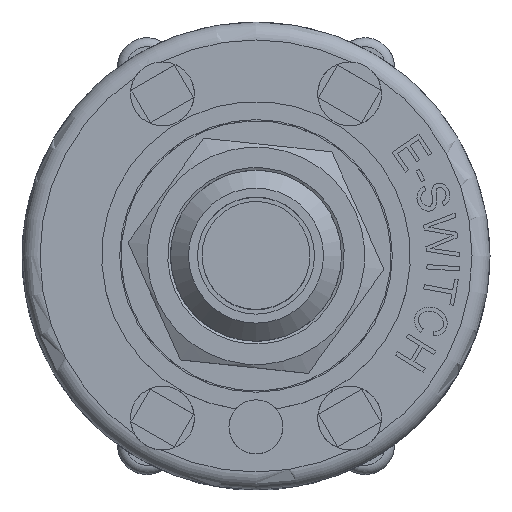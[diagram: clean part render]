
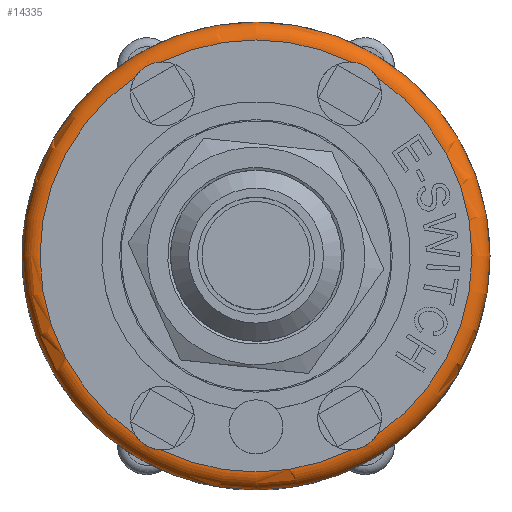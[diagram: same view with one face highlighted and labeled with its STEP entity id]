
A CAD part, top view. The second image highlights one B-rep face of the part: STEP entity #14335.
In plain terms, the highlighted toroidal (fillet/blend) face has major radius 12 mm and minor radius 1 mm.
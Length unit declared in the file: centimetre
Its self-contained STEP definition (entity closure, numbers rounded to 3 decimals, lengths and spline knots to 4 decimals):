
#43=TOROIDAL_SURFACE('',#15012,1.2,0.1);
#742=B_SPLINE_CURVE_WITH_KNOTS('',3,(#23769,#23770,#23771,#23772,#23773,
#23774,#23775,#23776,#23777,#23778,#23779,#23780),.UNSPECIFIED.,.F.,.F.,
(4,2,2,2,2,4),(-0.2692,-0.2446,-0.216,
-0.1921,-0.1645,-0.1357),.UNSPECIFIED.);
#743=B_SPLINE_CURVE_WITH_KNOTS('',3,(#23791,#23792,#23793,#23794,#23795,
#23796,#23797,#23798,#23799,#23800,#23801,#23802),.UNSPECIFIED.,.F.,.F.,
(4,2,2,2,2,4),(-0.2692,-0.2446,-0.216,
-0.1921,-0.1645,-0.1357),.UNSPECIFIED.);
#744=B_SPLINE_CURVE_WITH_KNOTS('',3,(#23813,#23814,#23815,#23816,#23817,
#23818,#23819,#23820,#23821,#23822,#23823,#23824),.UNSPECIFIED.,.F.,.F.,
(4,2,2,2,2,4),(-0.2692,-0.2446,-0.216,
-0.1921,-0.1645,-0.1357),.UNSPECIFIED.);
#745=B_SPLINE_CURVE_WITH_KNOTS('',3,(#23835,#23836,#23837,#23838,#23839,
#23840,#23841,#23842,#23843,#23844,#23845,#23846),.UNSPECIFIED.,.F.,.F.,
(4,2,2,2,2,4),(-0.2692,-0.2446,-0.216,
-0.1921,-0.1645,-0.1357),.UNSPECIFIED.);
#1243=FACE_OUTER_BOUND('',#2082,.T.);
#2082=EDGE_LOOP('',(#11813,#11814,#11815,#11816,#11817,#11818,#11819,#11820,
#11821,#11822,#11823,#11824));
#2438=CIRCLE('',#14950,1.3);
#2454=CIRCLE('',#15013,0.1);
#2455=CIRCLE('',#15014,1.2);
#2456=CIRCLE('',#15015,1.2);
#2457=CIRCLE('',#15016,1.2);
#2458=CIRCLE('',#15017,1.2);
#2459=CIRCLE('',#15018,1.2);
#6544=VERTEX_POINT('',#23479);
#6649=VERTEX_POINT('',#23767);
#6650=VERTEX_POINT('',#23768);
#6653=VERTEX_POINT('',#23789);
#6654=VERTEX_POINT('',#23790);
#6657=VERTEX_POINT('',#23811);
#6658=VERTEX_POINT('',#23812);
#6661=VERTEX_POINT('',#23833);
#6662=VERTEX_POINT('',#23834);
#6665=VERTEX_POINT('',#23855);
#8342=EDGE_CURVE('',#6544,#6544,#2438,.T.);
#8486=EDGE_CURVE('',#6649,#6650,#742,.T.);
#8491=EDGE_CURVE('',#6653,#6654,#743,.T.);
#8496=EDGE_CURVE('',#6657,#6658,#744,.T.);
#8501=EDGE_CURVE('',#6661,#6662,#745,.T.);
#8506=EDGE_CURVE('',#6544,#6665,#2454,.T.);
#8507=EDGE_CURVE('',#6665,#6657,#2455,.T.);
#8508=EDGE_CURVE('',#6658,#6653,#2456,.T.);
#8509=EDGE_CURVE('',#6654,#6649,#2457,.T.);
#8510=EDGE_CURVE('',#6650,#6661,#2458,.T.);
#8511=EDGE_CURVE('',#6662,#6665,#2459,.T.);
#11813=ORIENTED_EDGE('',*,*,#8342,.T.);
#11814=ORIENTED_EDGE('',*,*,#8506,.T.);
#11815=ORIENTED_EDGE('',*,*,#8507,.T.);
#11816=ORIENTED_EDGE('',*,*,#8496,.T.);
#11817=ORIENTED_EDGE('',*,*,#8508,.T.);
#11818=ORIENTED_EDGE('',*,*,#8491,.T.);
#11819=ORIENTED_EDGE('',*,*,#8509,.T.);
#11820=ORIENTED_EDGE('',*,*,#8486,.T.);
#11821=ORIENTED_EDGE('',*,*,#8510,.T.);
#11822=ORIENTED_EDGE('',*,*,#8501,.T.);
#11823=ORIENTED_EDGE('',*,*,#8511,.T.);
#11824=ORIENTED_EDGE('',*,*,#8506,.F.);
#14335=ADVANCED_FACE('',(#1243),#43,.T.);
#14950=AXIS2_PLACEMENT_3D('',#23480,#17012,#17013);
#15012=AXIS2_PLACEMENT_3D('',#23854,#17280,#17281);
#15013=AXIS2_PLACEMENT_3D('',#23856,#17282,#17283);
#15014=AXIS2_PLACEMENT_3D('',#23857,#17284,#17285);
#15015=AXIS2_PLACEMENT_3D('',#23858,#17286,#17287);
#15016=AXIS2_PLACEMENT_3D('',#23859,#17288,#17289);
#15017=AXIS2_PLACEMENT_3D('',#23860,#17290,#17291);
#15018=AXIS2_PLACEMENT_3D('',#23861,#17292,#17293);
#17012=DIRECTION('center_axis',(0.,0.,1.));
#17013=DIRECTION('ref_axis',(-1.,0.,0.));
#17280=DIRECTION('center_axis',(0.,0.,-1.));
#17281=DIRECTION('ref_axis',(-1.,0.,0.));
#17282=DIRECTION('center_axis',(0.,-1.,0.));
#17283=DIRECTION('ref_axis',(1.,0.,0.));
#17284=DIRECTION('center_axis',(0.,0.,-1.));
#17285=DIRECTION('ref_axis',(-1.,0.,0.));
#17286=DIRECTION('center_axis',(0.,0.,-1.));
#17287=DIRECTION('ref_axis',(-1.,0.,0.));
#17288=DIRECTION('center_axis',(0.,0.,-1.));
#17289=DIRECTION('ref_axis',(-1.,0.,0.));
#17290=DIRECTION('center_axis',(0.,0.,-1.));
#17291=DIRECTION('ref_axis',(-1.,0.,0.));
#17292=DIRECTION('center_axis',(0.,0.,-1.));
#17293=DIRECTION('ref_axis',(-1.,0.,0.));
#23479=CARTESIAN_POINT('',(1.3,0.,0.92));
#23480=CARTESIAN_POINT('Origin',(0.,0.,0.92));
#23767=CARTESIAN_POINT('',(-0.67,0.9955,1.02));
#23768=CARTESIAN_POINT('',(-0.5271,1.078,1.02));
#23769=CARTESIAN_POINT('Ctrl Pts',(-0.67,0.9955,
1.02));
#23770=CARTESIAN_POINT('Ctrl Pts',(-0.6646,1.0041,
1.02));
#23771=CARTESIAN_POINT('Ctrl Pts',(-0.6583,1.0124,
1.0198));
#23772=CARTESIAN_POINT('Ctrl Pts',(-0.6428,1.0294,
1.0191));
#23773=CARTESIAN_POINT('Ctrl Pts',(-0.6335,1.0377,
1.0188));
#23774=CARTESIAN_POINT('Ctrl Pts',(-0.615,1.051,1.0184));
#23775=CARTESIAN_POINT('Ctrl Pts',(-0.6061,1.0563,
1.0184));
#23776=CARTESIAN_POINT('Ctrl Pts',(-0.5859,1.0659,1.0187));
#23777=CARTESIAN_POINT('Ctrl Pts',(-0.5747,1.07,1.019));
#23778=CARTESIAN_POINT('Ctrl Pts',(-0.551,1.0759,1.0197));
#23779=CARTESIAN_POINT('Ctrl Pts',(-0.539,1.0775,
1.02));
#23780=CARTESIAN_POINT('Ctrl Pts',(-0.5271,1.078,
1.02));
#23789=CARTESIAN_POINT('',(-0.5271,-1.078,1.02));
#23790=CARTESIAN_POINT('',(-0.67,-0.9955,1.02));
#23791=CARTESIAN_POINT('Ctrl Pts',(-0.5271,-1.078,
1.02));
#23792=CARTESIAN_POINT('Ctrl Pts',(-0.5373,-1.0776,
1.02));
#23793=CARTESIAN_POINT('Ctrl Pts',(-0.5476,-1.0763,
1.0198));
#23794=CARTESIAN_POINT('Ctrl Pts',(-0.5701,-1.0714,1.0191));
#23795=CARTESIAN_POINT('Ctrl Pts',(-0.5819,-1.0675,
1.0188));
#23796=CARTESIAN_POINT('Ctrl Pts',(-0.6027,-1.0581,
1.0184));
#23797=CARTESIAN_POINT('Ctrl Pts',(-0.6117,-1.053,
1.0184));
#23798=CARTESIAN_POINT('Ctrl Pts',(-0.6301,-1.0404,
1.0187));
#23799=CARTESIAN_POINT('Ctrl Pts',(-0.6393,-1.0327,
1.019));
#23800=CARTESIAN_POINT('Ctrl Pts',(-0.6562,-1.0151,
1.0197));
#23801=CARTESIAN_POINT('Ctrl Pts',(-0.6637,-1.0055,
1.02));
#23802=CARTESIAN_POINT('Ctrl Pts',(-0.67,-0.9955,
1.02));
#23811=CARTESIAN_POINT('',(0.67,-0.9955,1.02));
#23812=CARTESIAN_POINT('',(0.5271,-1.078,1.02));
#23813=CARTESIAN_POINT('Ctrl Pts',(0.67,-0.9955,
1.02));
#23814=CARTESIAN_POINT('Ctrl Pts',(0.6646,-1.0041,
1.02));
#23815=CARTESIAN_POINT('Ctrl Pts',(0.6583,-1.0124,
1.0198));
#23816=CARTESIAN_POINT('Ctrl Pts',(0.6428,-1.0294,
1.0191));
#23817=CARTESIAN_POINT('Ctrl Pts',(0.6335,-1.0377,
1.0188));
#23818=CARTESIAN_POINT('Ctrl Pts',(0.615,-1.051,
1.0184));
#23819=CARTESIAN_POINT('Ctrl Pts',(0.6061,-1.0563,
1.0184));
#23820=CARTESIAN_POINT('Ctrl Pts',(0.5859,-1.0659,1.0187));
#23821=CARTESIAN_POINT('Ctrl Pts',(0.5747,-1.07,1.019));
#23822=CARTESIAN_POINT('Ctrl Pts',(0.551,-1.0759,
1.0197));
#23823=CARTESIAN_POINT('Ctrl Pts',(0.539,-1.0775,
1.02));
#23824=CARTESIAN_POINT('Ctrl Pts',(0.5271,-1.078,
1.02));
#23833=CARTESIAN_POINT('',(0.5271,1.078,1.02));
#23834=CARTESIAN_POINT('',(0.67,0.9955,1.02));
#23835=CARTESIAN_POINT('Ctrl Pts',(0.5271,1.078,1.02));
#23836=CARTESIAN_POINT('Ctrl Pts',(0.5373,1.0776,1.02));
#23837=CARTESIAN_POINT('Ctrl Pts',(0.5476,1.0763,1.0198));
#23838=CARTESIAN_POINT('Ctrl Pts',(0.5701,1.0714,1.0191));
#23839=CARTESIAN_POINT('Ctrl Pts',(0.5819,1.0675,1.0188));
#23840=CARTESIAN_POINT('Ctrl Pts',(0.6027,1.0581,1.0184));
#23841=CARTESIAN_POINT('Ctrl Pts',(0.6117,1.053,1.0184));
#23842=CARTESIAN_POINT('Ctrl Pts',(0.6301,1.0404,1.0187));
#23843=CARTESIAN_POINT('Ctrl Pts',(0.6393,1.0327,1.019));
#23844=CARTESIAN_POINT('Ctrl Pts',(0.6562,1.0151,1.0197));
#23845=CARTESIAN_POINT('Ctrl Pts',(0.6637,1.0055,1.02));
#23846=CARTESIAN_POINT('Ctrl Pts',(0.67,0.9955,
1.02));
#23854=CARTESIAN_POINT('Origin',(0.,0.,0.92));
#23855=CARTESIAN_POINT('',(1.2,0.,1.02));
#23856=CARTESIAN_POINT('Origin',(1.2,0.,0.92));
#23857=CARTESIAN_POINT('Origin',(0.,0.,1.02));
#23858=CARTESIAN_POINT('Origin',(0.,0.,1.02));
#23859=CARTESIAN_POINT('Origin',(0.,0.,1.02));
#23860=CARTESIAN_POINT('Origin',(0.,0.,1.02));
#23861=CARTESIAN_POINT('Origin',(0.,0.,1.02));
